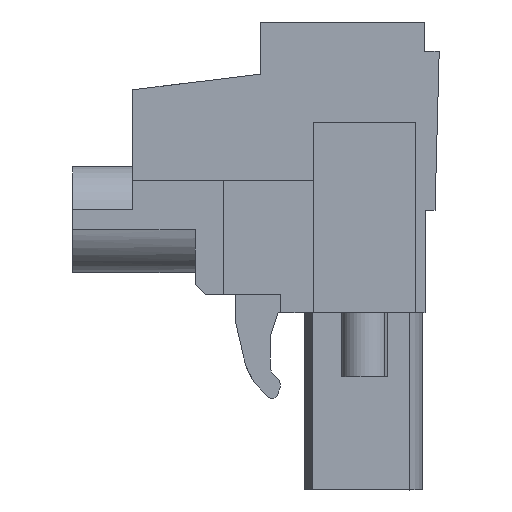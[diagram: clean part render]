
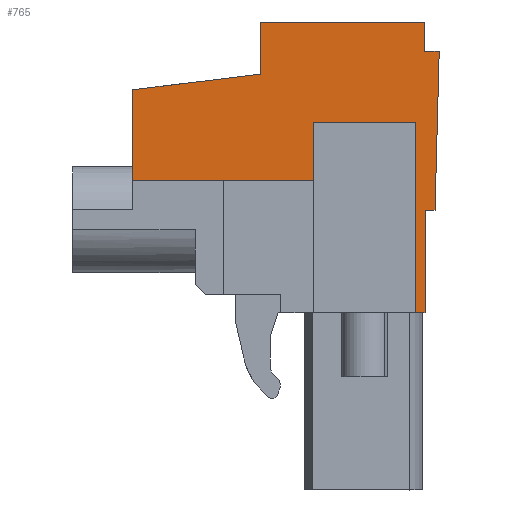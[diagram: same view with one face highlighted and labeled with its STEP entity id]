
A CAD part, left-side view. The second image highlights one B-rep face of the part: STEP entity #765.
In plain terms, the highlighted planar face has unit normal (-1, 0, 0).
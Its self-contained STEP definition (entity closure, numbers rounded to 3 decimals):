
#665=AXIS2_PLACEMENT_3D('Plane Axis2P3D',#662,#663,#664) ;
#40=CARTESIAN_POINT('Vertex',(4.94,8.9,20.75)) ;
#45=CARTESIAN_POINT('Line Origine',(4.94,8.9,22.05)) ;
#49=CARTESIAN_POINT('Vertex',(4.94,8.9,23.35)) ;
#565=CARTESIAN_POINT('Vertex',(4.94,15.25,19.97)) ;
#568=CARTESIAN_POINT('Line Origine',(4.94,12.075,20.36)) ;
#662=CARTESIAN_POINT('Axis2P3D Location',(4.94,-1.91,-25.3)) ;
#667=CARTESIAN_POINT('Line Origine',(4.94,0.908,8.85)) ;
#671=CARTESIAN_POINT('Vertex',(4.94,1.139,8.85)) ;
#673=CARTESIAN_POINT('Vertex',(4.94,0.677,8.85)) ;
#676=CARTESIAN_POINT('Line Origine',(4.94,0.664,11.4)) ;
#680=CARTESIAN_POINT('Vertex',(4.94,0.65,13.95)) ;
#683=CARTESIAN_POINT('Line Origine',(4.94,0.414,13.95)) ;
#687=CARTESIAN_POINT('Vertex',(4.94,0.179,13.95)) ;
#690=CARTESIAN_POINT('Line Origine',(4.94,0.075,17.925)) ;
#694=CARTESIAN_POINT('Vertex',(4.94,-0.029,21.9)) ;
#697=CARTESIAN_POINT('Line Origine',(4.94,0.335,21.9)) ;
#701=CARTESIAN_POINT('Vertex',(4.94,0.7,21.9)) ;
#704=CARTESIAN_POINT('Line Origine',(4.94,0.7,22.625)) ;
#708=CARTESIAN_POINT('Vertex',(4.94,0.7,23.35)) ;
#711=CARTESIAN_POINT('Line Origine',(4.94,4.8,23.35)) ;
#716=CARTESIAN_POINT('Line Origine',(4.94,15.25,17.71)) ;
#720=CARTESIAN_POINT('Vertex',(4.94,15.25,15.45)) ;
#723=CARTESIAN_POINT('Line Origine',(4.94,10.744,15.45)) ;
#727=CARTESIAN_POINT('Vertex',(4.94,6.239,15.45)) ;
#730=CARTESIAN_POINT('Line Origine',(4.94,6.239,16.68)) ;
#734=CARTESIAN_POINT('Vertex',(4.94,6.239,17.91)) ;
#737=CARTESIAN_POINT('Line Origine',(4.94,3.689,17.91)) ;
#741=CARTESIAN_POINT('Vertex',(4.94,1.139,17.91)) ;
#744=CARTESIAN_POINT('Line Origine',(4.94,1.139,13.38)) ;
#46=DIRECTION('Vector Direction',(0.,0.,1.)) ;
#569=DIRECTION('Vector Direction',(0.,-0.993,0.122)) ;
#663=DIRECTION('Axis2P3D Direction',(-1.,0.,0.)) ;
#664=DIRECTION('Axis2P3D XDirection',(0.,-1.,0.)) ;
#668=DIRECTION('Vector Direction',(0.,-1.,0.)) ;
#677=DIRECTION('Vector Direction',(0.,-0.005,1.)) ;
#684=DIRECTION('Vector Direction',(0.,1.,0.)) ;
#691=DIRECTION('Vector Direction',(0.,0.026,-1.)) ;
#698=DIRECTION('Vector Direction',(0.,-1.,0.)) ;
#705=DIRECTION('Vector Direction',(0.,0.,-1.)) ;
#712=DIRECTION('Vector Direction',(0.,-1.,0.)) ;
#717=DIRECTION('Vector Direction',(0.,0.,-1.)) ;
#724=DIRECTION('Vector Direction',(0.,1.,0.)) ;
#731=DIRECTION('Vector Direction',(0.,0.,-1.)) ;
#738=DIRECTION('Vector Direction',(0.,-1.,0.)) ;
#745=DIRECTION('Vector Direction',(0.,0.,-1.)) ;
#47=VECTOR('Line Direction',#46,1.) ;
#570=VECTOR('Line Direction',#569,1.) ;
#669=VECTOR('Line Direction',#668,1.) ;
#678=VECTOR('Line Direction',#677,1.) ;
#685=VECTOR('Line Direction',#684,1.) ;
#692=VECTOR('Line Direction',#691,1.) ;
#699=VECTOR('Line Direction',#698,1.) ;
#706=VECTOR('Line Direction',#705,1.) ;
#713=VECTOR('Line Direction',#712,1.) ;
#718=VECTOR('Line Direction',#717,1.) ;
#725=VECTOR('Line Direction',#724,1.) ;
#732=VECTOR('Line Direction',#731,1.) ;
#739=VECTOR('Line Direction',#738,1.) ;
#746=VECTOR('Line Direction',#745,1.) ;
#750=ORIENTED_EDGE('',*,*,#675,.T.) ;
#751=ORIENTED_EDGE('',*,*,#682,.T.) ;
#752=ORIENTED_EDGE('',*,*,#689,.T.) ;
#753=ORIENTED_EDGE('',*,*,#696,.T.) ;
#754=ORIENTED_EDGE('',*,*,#703,.T.) ;
#755=ORIENTED_EDGE('',*,*,#710,.T.) ;
#756=ORIENTED_EDGE('',*,*,#715,.T.) ;
#757=ORIENTED_EDGE('',*,*,#51,.T.) ;
#758=ORIENTED_EDGE('',*,*,#572,.T.) ;
#759=ORIENTED_EDGE('',*,*,#722,.T.) ;
#760=ORIENTED_EDGE('',*,*,#729,.F.) ;
#761=ORIENTED_EDGE('',*,*,#736,.T.) ;
#762=ORIENTED_EDGE('',*,*,#743,.T.) ;
#763=ORIENTED_EDGE('',*,*,#748,.F.) ;
#765=ADVANCED_FACE('HOUSING',(#764),#666,.T.) ;
#51=EDGE_CURVE('',#50,#41,#48,.F.) ;
#572=EDGE_CURVE('',#41,#566,#571,.F.) ;
#675=EDGE_CURVE('',#672,#674,#670,.T.) ;
#682=EDGE_CURVE('',#674,#681,#679,.T.) ;
#689=EDGE_CURVE('',#681,#688,#686,.F.) ;
#696=EDGE_CURVE('',#688,#695,#693,.F.) ;
#703=EDGE_CURVE('',#695,#702,#700,.F.) ;
#710=EDGE_CURVE('',#702,#709,#707,.F.) ;
#715=EDGE_CURVE('',#709,#50,#714,.F.) ;
#722=EDGE_CURVE('',#566,#721,#719,.T.) ;
#729=EDGE_CURVE('',#728,#721,#726,.T.) ;
#736=EDGE_CURVE('',#728,#735,#733,.F.) ;
#743=EDGE_CURVE('',#735,#742,#740,.T.) ;
#748=EDGE_CURVE('',#672,#742,#747,.F.) ;
#749=EDGE_LOOP('',(#750,#751,#752,#753,#754,#755,#756,#757,#758,#759,#760,#761,#762,#763)) ;
#764=FACE_OUTER_BOUND('',#749,.T.) ;
#48=LINE('Line',#45,#47) ;
#571=LINE('Line',#568,#570) ;
#670=LINE('Line',#667,#669) ;
#679=LINE('Line',#676,#678) ;
#686=LINE('Line',#683,#685) ;
#693=LINE('Line',#690,#692) ;
#700=LINE('Line',#697,#699) ;
#707=LINE('Line',#704,#706) ;
#714=LINE('Line',#711,#713) ;
#719=LINE('Line',#716,#718) ;
#726=LINE('Line',#723,#725) ;
#733=LINE('Line',#730,#732) ;
#740=LINE('Line',#737,#739) ;
#747=LINE('Line',#744,#746) ;
#666=PLANE('',#665) ;
#41=VERTEX_POINT('',#40) ;
#50=VERTEX_POINT('',#49) ;
#566=VERTEX_POINT('',#565) ;
#672=VERTEX_POINT('',#671) ;
#674=VERTEX_POINT('',#673) ;
#681=VERTEX_POINT('',#680) ;
#688=VERTEX_POINT('',#687) ;
#695=VERTEX_POINT('',#694) ;
#702=VERTEX_POINT('',#701) ;
#709=VERTEX_POINT('',#708) ;
#721=VERTEX_POINT('',#720) ;
#728=VERTEX_POINT('',#727) ;
#735=VERTEX_POINT('',#734) ;
#742=VERTEX_POINT('',#741) ;
